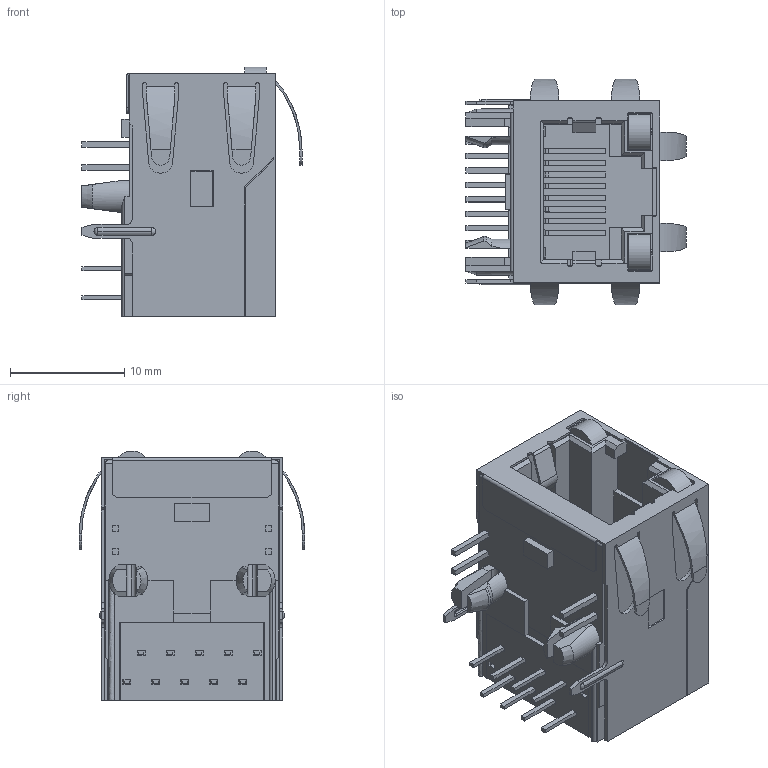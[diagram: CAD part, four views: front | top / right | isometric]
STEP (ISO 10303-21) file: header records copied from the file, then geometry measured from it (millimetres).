
FILE_DESCRIPTION (( 'STEP AP214' ), '1' );
FILE_NAME ('User Library-KLS12-TL076.STEP', '2021-11-28T17:54:17', ( '' ), ( '' ), 'SwSTEP 2.0', 'SolidWorks 2021', '' );
FILE_SCHEMA (( 'AUTOMOTIVE_DESIGN' ));
Length unit declared in the file: millimetre
Products named in the file (1): User Library-KLS12-TL076
Bounding box: 19.3 x 19.75 x 21.9 mm (x, y, z)
Volume: 3402.1 mm3; surface area: 4612.5 mm2
Topology: 1 solids, 4 shells, 963 faces, 2716 edges, 1780 vertices
Faces by surface type: plane 702, cylinder 200, bspline 55, cone 6
Entity records: 34477 total; most frequent: CARTESIAN_POINT 9613, ORIENTED_EDGE 5416, DIRECTION 4757, EDGE_CURVE 2708, VECTOR 2169, LINE 2169, VERTEX_POINT 1780, AXIS2_PLACEMENT_3D 1294
